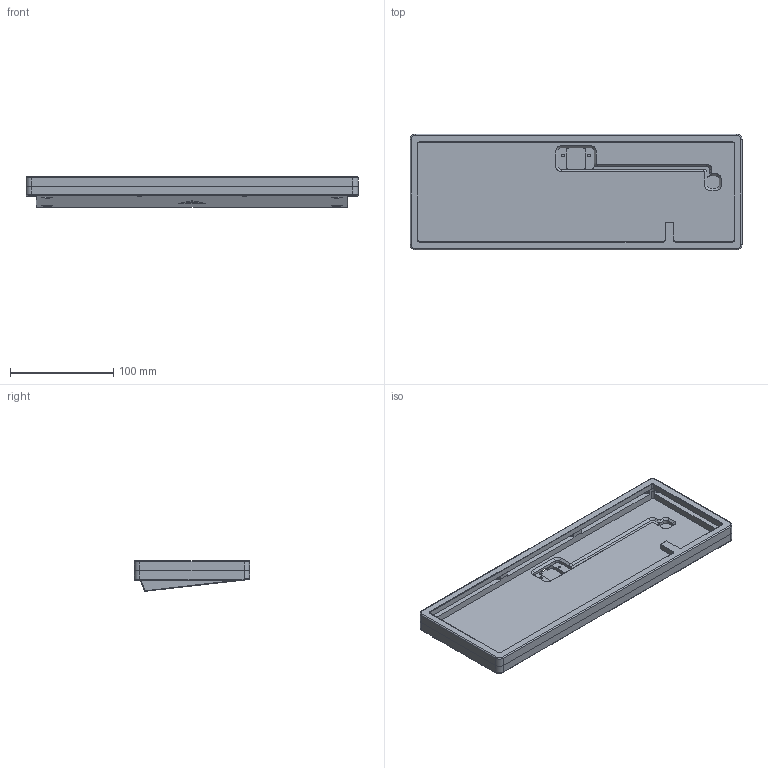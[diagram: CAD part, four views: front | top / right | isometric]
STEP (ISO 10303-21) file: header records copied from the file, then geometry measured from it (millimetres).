
FILE_DESCRIPTION (( 'STEP AP203' ), '1' );
FILE_NAME ('lite-65-軞蚾.STEP', '2021-07-22T15:26:22', ( '' ), ( '' ), 'SwSTEP 2.0', 'SolidWorks 2020', '' );
FILE_SCHEMA (( 'CONFIG_CONTROL_DESIGN' ));
Length unit declared in the file: millimetre
Products named in the file (3): lite-65-shang; lite-65-軞蚾; lite-65-di
Assembly tree (2 placements, depth 2):
  lite-65-軞蚾
    lite-65-shang
    lite-65-di
Bounding box: 321 x 111.45 x 29.5 mm (x, y, z)
Volume: 285231.2 mm3; surface area: 120290.3 mm2
Topology: 2 solids, 2 shells, 404 faces, 1057 edges, 681 vertices
Faces by surface type: plane 193, cylinder 172, cone 16, bspline 16, torus 4, sphere 3
Entity records: 13536 total; most frequent: CARTESIAN_POINT 3143, DIRECTION 2123, ORIENTED_EDGE 2110, EDGE_CURVE 1055, AXIS2_PLACEMENT_3D 741, VERTEX_POINT 681, VECTOR 641, LINE 641
